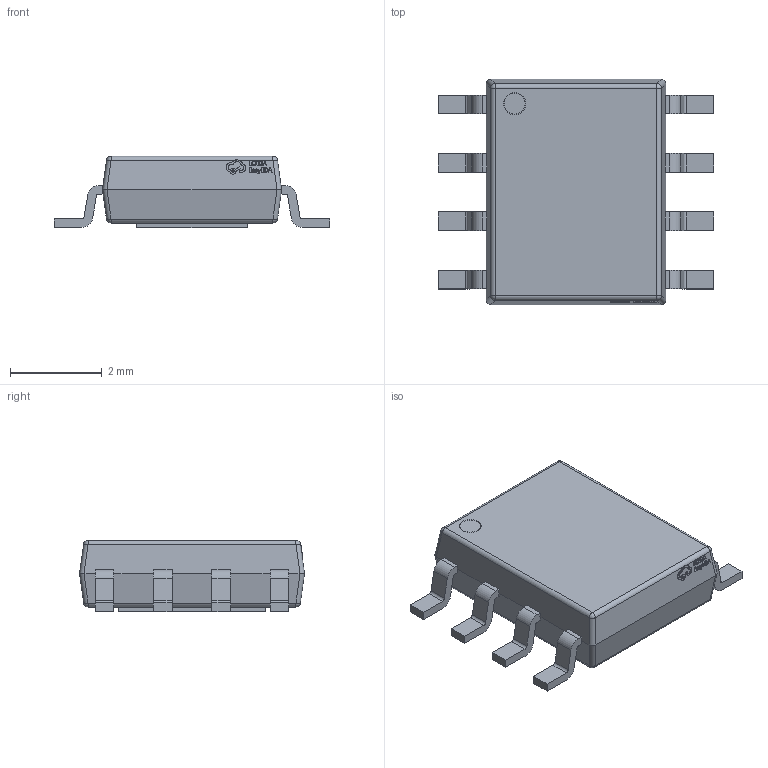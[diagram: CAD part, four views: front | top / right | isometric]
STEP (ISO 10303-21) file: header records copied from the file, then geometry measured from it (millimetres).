
FILE_DESCRIPTION (( 'STEP AP214' ), '1' );
FILE_NAME ('ESOP-8_L4.9-W3.9-P1.27-LS6.0-TL-EP.STEP', '2023-04-16T02:12:59', ( '' ), ( '' ), 'SwSTEP 2.0', 'SolidWorks 2020', '' );
FILE_SCHEMA (( 'AUTOMOTIVE_DESIGN' ));
Length unit declared in the file: millimetre
Products named in the file (1): ESOP-8_L4.9-W3.9-P1.27-LS6.0-TL-EP
Bounding box: 6 x 4.9 x 1.55 mm (x, y, z)
Volume: 28.1 mm3; surface area: 75 mm2
Topology: 1 solids, 1 shells, 371 faces, 1013 edges, 664 vertices
Faces by surface type: plane 215, bspline 98, cylinder 48, sphere 8, torus 2
Entity records: 16258 total; most frequent: CARTESIAN_POINT 3373, ORIENTED_EDGE 2026, DIRECTION 1449, EDGE_CURVE 1013, LINE 713, VECTOR 713, VERTEX_POINT 664, EDGE_LOOP 391
